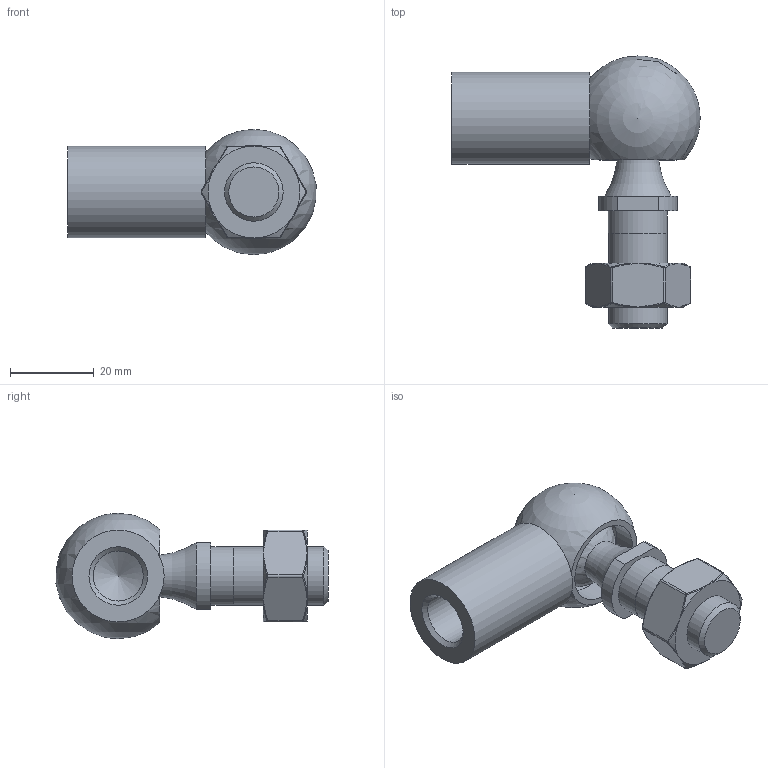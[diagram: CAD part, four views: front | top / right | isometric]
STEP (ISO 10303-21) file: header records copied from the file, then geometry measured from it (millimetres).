
FILE_DESCRIPTION (( 'STEP AP203' ), '1' );
FILE_NAME ('3836-GELENK-V2A.step', '2022-10-27T14:28:39', ( '' ), ( '' ), 'SwSTEP 2.0', 'SolidWorks 2018', '' );
FILE_SCHEMA (( 'CONFIG_CONTROL_DESIGN' ));
Length unit declared in the file: millimetre
Products named in the file (4): 3836-GELENK-V2A; 3836-GELENK  Teil1_3836-GELENK-V2A Teil1; 3836-GELENK  Teil2_3836-GELENK-V2A Teil2; 3836-GELENK  Teil4_3836-GELENK-V2A Teil4
Assembly tree (3 placements, depth 2):
  3836-GELENK-V2A
    3836-GELENK  Teil1_3836-GELENK-V2A Teil1
    3836-GELENK  Teil2_3836-GELENK-V2A Teil2
    3836-GELENK  Teil4_3836-GELENK-V2A Teil4
Bounding box: 59.39 x 65.1 x 30 mm (x, y, z)
Volume: 26092.3 mm3; surface area: 13346.7 mm2
Topology: 3 solids, 3 shells, 456 faces, 1206 edges, 767 vertices
Faces by surface type: plane 223, bspline 197, cone 17, cylinder 15, sphere 3, torus 1
Full cylindrical faces by diameter (mm): 12 x2, 14 x1, 14.1 x1, 19.5 x1, 22 x1, 22.36 x1
Entity records: 21213 total; most frequent: CARTESIAN_POINT 11070, ORIENTED_EDGE 2314, DIRECTION 1429, EDGE_CURVE 1157, VERTEX_POINT 758, LINE 675, VECTOR 675, EDGE_LOOP 509
